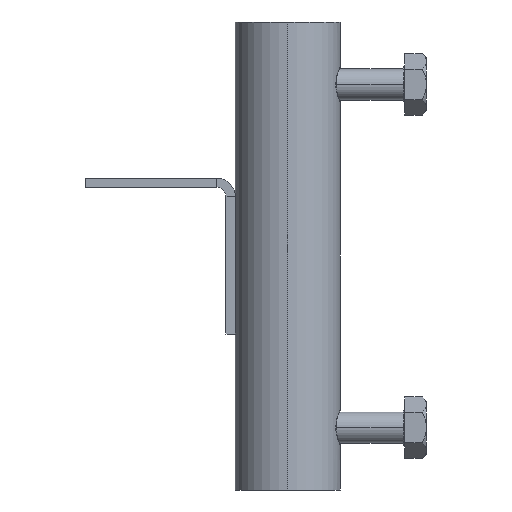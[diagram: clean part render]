
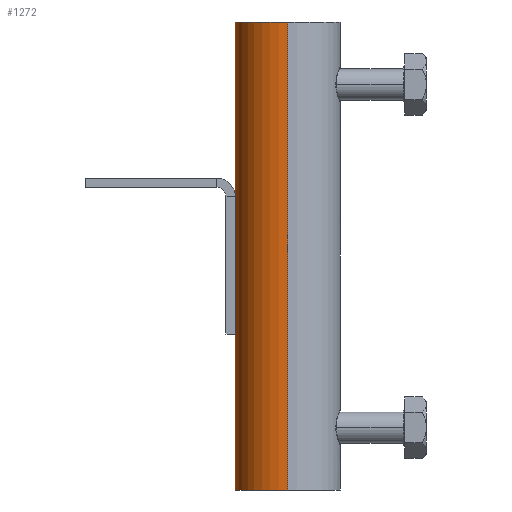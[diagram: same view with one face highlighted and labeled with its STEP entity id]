
A CAD part, left-side view. The second image highlights one B-rep face of the part: STEP entity #1272.
In plain terms, the highlighted cylindrical face has radius 16.85 mm (diameter 33.7 mm), a partial arc.
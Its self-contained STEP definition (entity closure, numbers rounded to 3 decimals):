
#337 = CARTESIAN_POINT ( 'NONE',  ( -16.85, 0., 75. ) ) ;
#442 = DIRECTION ( 'NONE',  ( 1., 0., 0. ) ) ;
#449 = DIRECTION ( 'NONE',  ( 0., 0., 1. ) ) ;
#456 = CARTESIAN_POINT ( 'NONE',  ( 0., 0., -75. ) ) ;
#485 = CARTESIAN_POINT ( 'NONE',  ( -16.85, 0., 75. ) ) ;
#495 = DIRECTION ( 'NONE',  ( 1., 0., 0. ) ) ;
#499 = DIRECTION ( 'NONE',  ( 0., 0., 1. ) ) ;
#514 = CARTESIAN_POINT ( 'NONE',  ( 0., 0., 75. ) ) ;
#523 = CARTESIAN_POINT ( 'NONE',  ( 16.85, 0., 75. ) ) ;
#530 = EDGE_CURVE ( 'NONE', #3002, #4101, #1380, .T. ) ;
#535 = EDGE_CURVE ( 'NONE', #3002, #3686, #1377, .T. ) ;
#544 = EDGE_CURVE ( 'NONE', #3686, #2636, #1366, .T. ) ;
#549 = DIRECTION ( 'NONE',  ( 0., 0., -1. ) ) ;
#553 = DIRECTION ( 'NONE',  ( 0., 0., -1. ) ) ;
#559 = EDGE_CURVE ( 'NONE', #4101, #2636, #1354, .T. ) ;
#1068 = CYLINDRICAL_SURFACE ( 'NONE', #3569, 16.85 ) ;
#1086 = FACE_OUTER_BOUND ( 'NONE', #2995, .T. ) ;
#1272 = ADVANCED_FACE ( 'NONE', ( #1086 ), #1068, .T. ) ;
#1349 = VECTOR ( 'NONE', #549, 1000. ) ;
#1354 = LINE ( 'NONE', #485, #1349 ) ;
#1359 = VECTOR ( 'NONE', #553, 1000. ) ;
#1366 = CIRCLE ( 'NONE', #3948, 16.85 ) ;
#1377 = LINE ( 'NONE', #523, #1359 ) ;
#1380 = CIRCLE ( 'NONE', #3954, 16.85 ) ;
#1972 = ORIENTED_EDGE ( 'NONE', *, *, #559, .F. ) ;
#2102 = CARTESIAN_POINT ( 'NONE',  ( 16.85, 0., 75. ) ) ;
#2636 = VERTEX_POINT ( 'NONE', #3437 ) ;
#2995 = EDGE_LOOP ( 'NONE', ( #4268, #4151, #3777, #1972 ) ) ;
#3002 = VERTEX_POINT ( 'NONE', #2102 ) ;
#3262 = CARTESIAN_POINT ( 'NONE',  ( 16.85, 0., -75. ) ) ;
#3437 = CARTESIAN_POINT ( 'NONE',  ( -16.85, 0., -75. ) ) ;
#3569 = AXIS2_PLACEMENT_3D ( 'NONE', #3754, #3740, #4107 ) ;
#3686 = VERTEX_POINT ( 'NONE', #3262 ) ;
#3740 = DIRECTION ( 'NONE',  ( 0., 0., -1. ) ) ;
#3754 = CARTESIAN_POINT ( 'NONE',  ( 0., 0., 75. ) ) ;
#3777 = ORIENTED_EDGE ( 'NONE', *, *, #544, .T. ) ;
#3948 = AXIS2_PLACEMENT_3D ( 'NONE', #456, #449, #442 ) ;
#3954 = AXIS2_PLACEMENT_3D ( 'NONE', #514, #499, #495 ) ;
#4101 = VERTEX_POINT ( 'NONE', #337 ) ;
#4107 = DIRECTION ( 'NONE',  ( -1., 0., 0. ) ) ;
#4151 = ORIENTED_EDGE ( 'NONE', *, *, #535, .T. ) ;
#4268 = ORIENTED_EDGE ( 'NONE', *, *, #530, .F. ) ;
